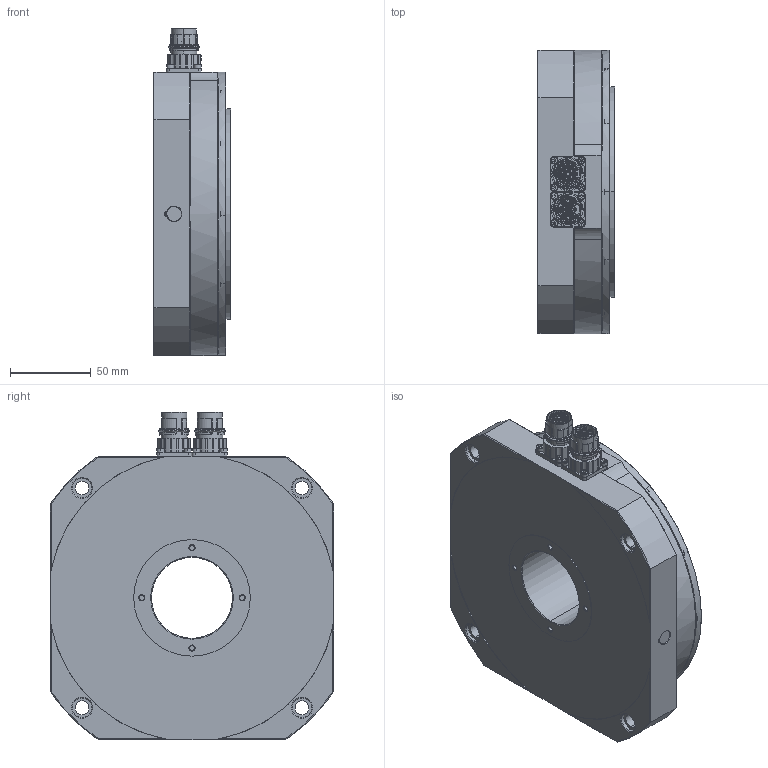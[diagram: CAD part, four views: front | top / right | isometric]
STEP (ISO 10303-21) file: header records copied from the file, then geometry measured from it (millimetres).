
FILE_DESCRIPTION (( 'STEP AP214' ), '1' );
FILE_NAME ('GTRTF.175.1.4.0.STEP', '2022-10-27T08:22:18', ( '' ), ( '' ), 'SwSTEP 2.0', 'SolidWorks 2018', '' );
FILE_SCHEMA (( 'AUTOMOTIVE_DESIGN' ));
Length unit declared in the file: millimetre
Products named in the file (7): BEGA878MR0800001A400; DIN 912-M3x6 Schwarz_DIN 912-M3x6 Schwarz; DIN 912-M2,5x6 Schwarz_DIN 912-M2,5x6 Schwarz; GTRTF.175.1.4.0; DIN 912-M5x12 Schwarz_DIN 912-M5x12 Schwarz; AEGA874MR1000001A400; GTRTF.175.1.4-8.0 GP
Assembly tree (39 placements, depth 2):
  GTRTF.175.1.4.0
    GTRTF.175.1.4-8.0 GP
    BEGA878MR0800001A400
    AEGA874MR1000001A400
    DIN 912-M2,5x6 Schwarz_DIN 912-M2,5x6 Schwarz  x8
    DIN 912-M3x6 Schwarz_DIN 912-M3x6 Schwarz  x20
    DIN 912-M5x12 Schwarz_DIN 912-M5x12 Schwarz  x8
Bounding box: 48 x 175 x 202 mm (x, y, z)
Volume: 1113051.7 mm3; surface area: 115954.2 mm2
Topology: 37 solids, 48 shells, 3105 faces, 7221 edges, 4216 vertices
Faces by surface type: plane 949, cylinder 895, cone 600, bspline 384, torus 277
Entity records: 112537 total; most frequent: CARTESIAN_POINT 46738, ORIENTED_EDGE 10358, DIRECTION 10051, EDGE_CURVE 5179, AXIS2_PLACEMENT_3D 4116, VERTEX_POINT 3127, EDGE_LOOP 2392, CIRCLE 2243
